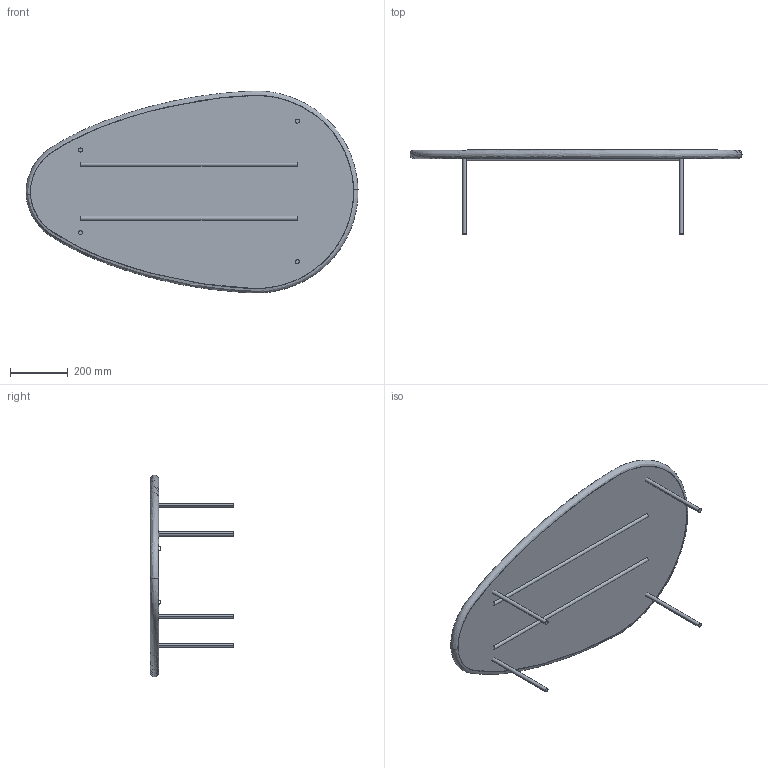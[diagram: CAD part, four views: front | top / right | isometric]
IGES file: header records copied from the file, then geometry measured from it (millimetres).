
Start section: SolidWorks IGES file using analytic representation for surfaces
Global section: file name: LILY TAVOLINO H29 L.115.IGS; native system: SolidWorks 2016; preprocessor: SolidWorks 2016; author: serena.trevisiol; date: 170511.093936; units: millimetre
Bounding box: 1148.32 x 290 x 698.42 mm (x, y, z)
Surface area: 1398196.1 mm2 (no closed solid volume)
Topology: 0 solids, 0 shells, 28 faces, 488 edges, 488 vertices
Faces by surface type: bspline 16, revolution 12
